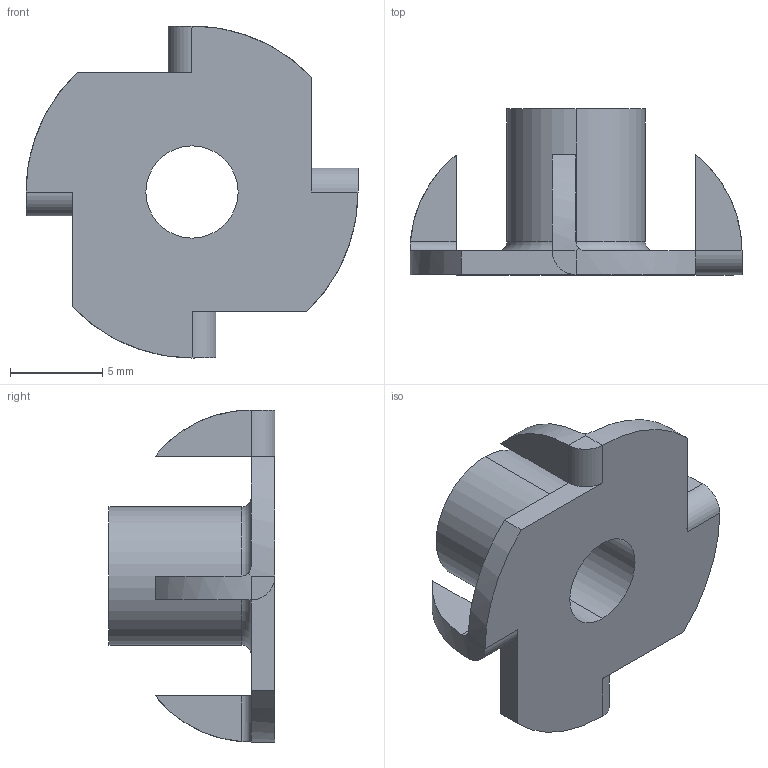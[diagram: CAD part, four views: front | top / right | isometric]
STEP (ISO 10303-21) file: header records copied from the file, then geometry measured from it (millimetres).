
FILE_DESCRIPTION (( 'STEP AP214' ), '1' );
FILE_NAME ('User Library-t_nut_scaleable_M6_M8_M10.STEP', '2020-09-03T05:25:49', ( '' ), ( '' ), 'SwSTEP 2.0', 'SolidWorks 2020', '' );
FILE_SCHEMA (( 'AUTOMOTIVE_DESIGN' ));
Length unit declared in the file: millimetre
Products named in the file (1): User Library-t_nut_scaleable_M6_M8_M10
Bounding box: 18 x 9 x 18 mm (x, y, z)
Volume: 500.8 mm3; surface area: 921.3 mm2
Topology: 1 solids, 1 shells, 45 faces, 108 edges, 66 vertices
Faces by surface type: plane 23, cylinder 20, torus 2
Entity records: 1382 total; most frequent: CARTESIAN_POINT 268, DIRECTION 228, ORIENTED_EDGE 216, EDGE_CURVE 108, AXIS2_PLACEMENT_3D 86, VERTEX_POINT 66, VECTOR 56, LINE 56
